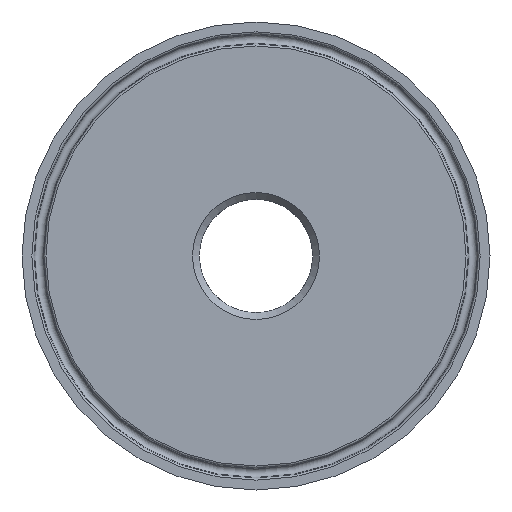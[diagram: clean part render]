
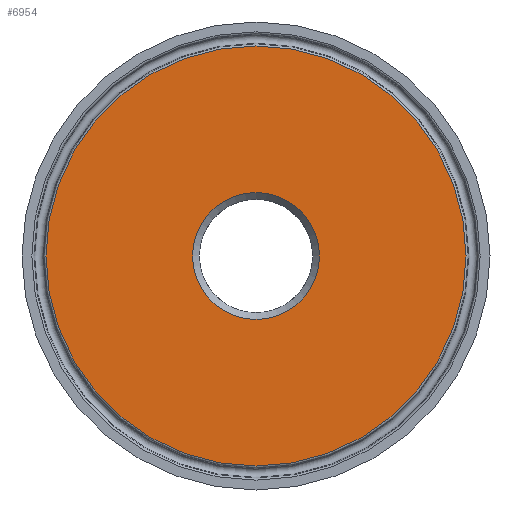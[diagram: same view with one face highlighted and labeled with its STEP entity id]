
A CAD part, left-side view. The second image highlights one B-rep face of the part: STEP entity #6954.
In plain terms, the highlighted planar face has unit normal (-1, 0, 0).
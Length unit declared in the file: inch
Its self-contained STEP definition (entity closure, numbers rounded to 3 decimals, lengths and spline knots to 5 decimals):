
#106=FACE_BOUND('',#1259,.T.);
#457=PLANE('',#7377);
#831=FACE_OUTER_BOUND('',#1258,.T.);
#1258=EDGE_LOOP('',(#6486));
#1259=EDGE_LOOP('',(#6487));
#1792=CIRCLE('',#7374,0.63509);
#1794=CIRCLE('',#7378,2.10134);
#3421=VERTEX_POINT('',#15320);
#3423=VERTEX_POINT('',#15326);
#4449=EDGE_CURVE('',#3421,#3421,#1792,.T.);
#4451=EDGE_CURVE('',#3423,#3423,#1794,.T.);
#6486=ORIENTED_EDGE('',*,*,#4451,.F.);
#6487=ORIENTED_EDGE('',*,*,#4449,.F.);
#6954=ADVANCED_FACE('',(#831,#106),#457,.T.);
#7374=AXIS2_PLACEMENT_3D('',#15321,#8679,#8680);
#7377=AXIS2_PLACEMENT_3D('',#15325,#8685,#8686);
#7378=AXIS2_PLACEMENT_3D('',#15327,#8687,#8688);
#8679=DIRECTION('center_axis',(-1.,0.,0.));
#8680=DIRECTION('ref_axis',(0.,-1.,0.));
#8685=DIRECTION('center_axis',(-1.,0.,0.));
#8686=DIRECTION('ref_axis',(0.,0.,1.));
#8687=DIRECTION('center_axis',(1.,0.,0.));
#8688=DIRECTION('ref_axis',(0.,-1.,0.));
#15320=CARTESIAN_POINT('',(0.,0.63509,0.));
#15321=CARTESIAN_POINT('Origin',(0.,0.,
0.));
#15325=CARTESIAN_POINT('Origin',(0.,1.33983,
0.));
#15326=CARTESIAN_POINT('',(0.,2.10134,0.));
#15327=CARTESIAN_POINT('Origin',(0.,0.,
0.));
